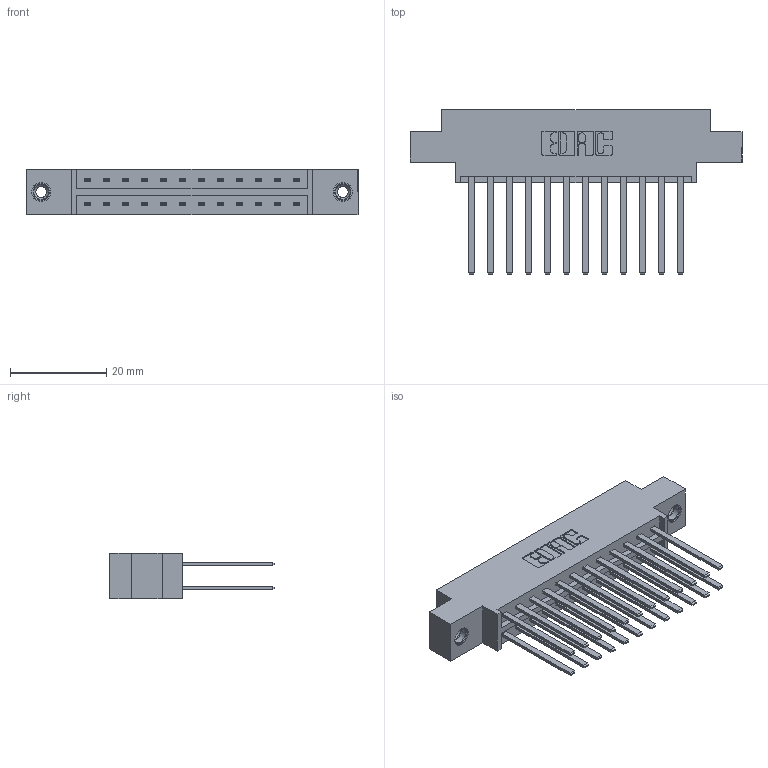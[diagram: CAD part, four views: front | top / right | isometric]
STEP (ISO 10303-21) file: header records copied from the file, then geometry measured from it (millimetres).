
FILE_DESCRIPTION (( 'STEP AP203' ), '1' );
FILE_NAME ('833-024-544-808.STEP', '2020-06-01T22:03:55', ( '' ), ( '' ), 'SwSTEP 2.0', 'SolidWorks 2020', '' );
FILE_SCHEMA (( 'CONFIG_CONTROL_DESIGN' ));
Length unit declared in the file: inch
Products named in the file (4): 345-292-001_345-293-144; 345-250-001_345-250-003-102; 833-024-544-808; 833 Part_Offset - .156 Dia - TI
Assembly tree (27 placements, depth 2):
  833-024-544-808
    833 Part_Offset - .156 Dia - TI
    345-292-001_345-293-144  x24
    345-250-001_345-250-003-102  x2
Bounding box: 69.09 x 34.3 x 9.4 mm (x, y, z)
Volume: 6875.1 mm3; surface area: 9131.5 mm2
Topology: 27 solids, 27 shells, 1282 faces, 3747 edges, 2458 vertices
Faces by surface type: plane 874, cylinder 392, cone 12, torus 4
Entity records: 12734 total; most frequent: CARTESIAN_POINT 2129, ORIENTED_EDGE 2058, DIRECTION 1899, EDGE_CURVE 1029, VECTOR 885, LINE 885, VERTEX_POINT 680, AXIS2_PLACEMENT_3D 507
